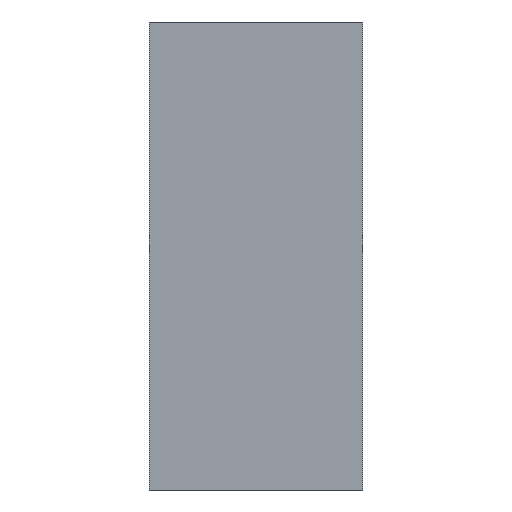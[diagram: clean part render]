
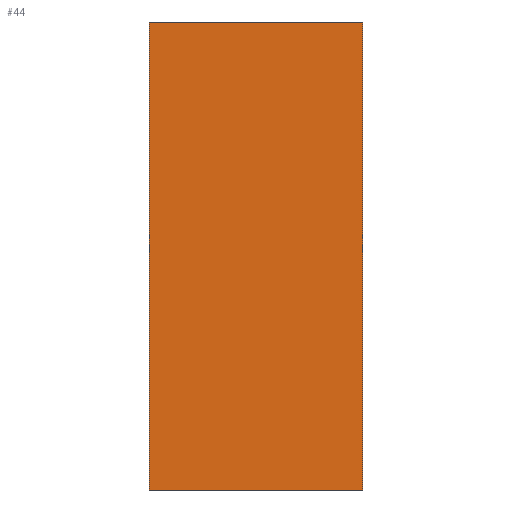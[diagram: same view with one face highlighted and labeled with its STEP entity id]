
A CAD part, left-side view. The second image highlights one B-rep face of the part: STEP entity #44.
In plain terms, the highlighted planar face has unit normal (-1, 0, 0).
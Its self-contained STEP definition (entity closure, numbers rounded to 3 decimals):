
#44 = ADVANCED_FACE( '', ( #89 ), #90, .F. );
#89 = FACE_OUTER_BOUND( '', #126, .T. );
#90 = PLANE( '', #127 );
#126 = EDGE_LOOP( '', ( #181, #182, #183, #184 ) );
#127 = AXIS2_PLACEMENT_3D( '', #185, #186, #187 );
#181 = ORIENTED_EDGE( '', *, *, #214, .T. );
#182 = ORIENTED_EDGE( '', *, *, #208, .F. );
#183 = ORIENTED_EDGE( '', *, *, #202, .F. );
#184 = ORIENTED_EDGE( '', *, *, #218, .T. );
#185 = CARTESIAN_POINT( '', ( -298., 31., 136. ) );
#186 = DIRECTION( '', ( 1., 0., 0. ) );
#187 = DIRECTION( '', ( 0., 0., -1. ) );
#202 = EDGE_CURVE( '', #229, #231, #232, .T. );
#208 = EDGE_CURVE( '', #231, #237, #241, .T. );
#214 = EDGE_CURVE( '', #247, #237, #250, .T. );
#218 = EDGE_CURVE( '', #229, #247, #254, .T. );
#229 = VERTEX_POINT( '', #265 );
#231 = VERTEX_POINT( '', #268 );
#232 = LINE( '', #269, #270 );
#237 = VERTEX_POINT( '', #277 );
#241 = LINE( '', #283, #284 );
#247 = VERTEX_POINT( '', #290 );
#250 = LINE( '', #295, #296 );
#254 = LINE( '', #301, #302 );
#265 = CARTESIAN_POINT( '', ( -298., 31., 136. ) );
#268 = CARTESIAN_POINT( '', ( -298., -31., 136. ) );
#269 = CARTESIAN_POINT( '', ( -298., 31., 136. ) );
#270 = VECTOR( '', #314, 1000. );
#277 = CARTESIAN_POINT( '', ( -298., -31., 0. ) );
#283 = CARTESIAN_POINT( '', ( -298., -31., 136. ) );
#284 = VECTOR( '', #319, 1000. );
#290 = CARTESIAN_POINT( '', ( -298., 31., 0. ) );
#295 = CARTESIAN_POINT( '', ( -298., 31., 0. ) );
#296 = VECTOR( '', #325, 1000. );
#301 = CARTESIAN_POINT( '', ( -298., 31., 136. ) );
#302 = VECTOR( '', #327, 1000. );
#314 = DIRECTION( '', ( 0., -1., 0. ) );
#319 = DIRECTION( '', ( 0., 0., -1. ) );
#325 = DIRECTION( '', ( 0., -1., 0. ) );
#327 = DIRECTION( '', ( 0., 0., -1. ) );
